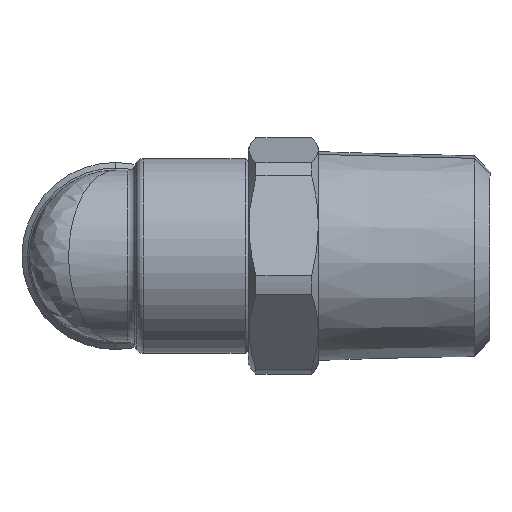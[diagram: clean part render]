
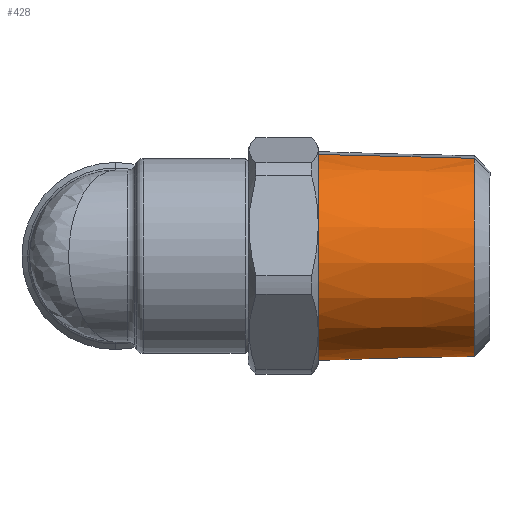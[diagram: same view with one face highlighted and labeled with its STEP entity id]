
A CAD part, left-side view. The second image highlights one B-rep face of the part: STEP entity #428.
In plain terms, the highlighted conical face has half-angle 1.47 degrees and reference radius 6.707 mm.
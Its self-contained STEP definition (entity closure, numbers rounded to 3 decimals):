
#422 = ORIENTED_EDGE ( 'NONE', *, *, #448, .T. ) ;
#428 = ADVANCED_FACE ( 'NONE', ( #2692 ), #2691, .T. ) ;
#437 = EDGE_CURVE ( 'NONE', #574, #542, #2712, .T. ) ;
#440 = ORIENTED_EDGE ( 'NONE', *, *, #437, .F. ) ;
#448 = EDGE_CURVE ( 'NONE', #540, #572, #2943, .T. ) ;
#457 = ORIENTED_EDGE ( 'NONE', *, *, #622, .F. ) ;
#458 = ORIENTED_EDGE ( 'NONE', *, *, #623, .T. ) ;
#460 = EDGE_LOOP ( 'NONE', ( #457, #440, #458, #422 ) ) ;
#540 = VERTEX_POINT ( 'NONE', #2876 ) ;
#542 = VERTEX_POINT ( 'NONE', #2875 ) ;
#572 = VERTEX_POINT ( 'NONE', #2840 ) ;
#574 = VERTEX_POINT ( 'NONE', #3063 ) ;
#622 = EDGE_CURVE ( 'NONE', #542, #572, #3050, .T. ) ;
#623 = EDGE_CURVE ( 'NONE', #574, #540, #3040, .T. ) ;
#2691 = CONICAL_SURFACE ( 'NONE', #2772, 6.707, 0.026 ) ;
#2692 = FACE_OUTER_BOUND ( 'NONE', #460, .T. ) ;
#2708 = DIRECTION ( 'NONE',  ( 0.241, 0., -0.971 ) ) ;
#2709 = DIRECTION ( 'NONE',  ( 0., -1., 0. ) ) ;
#2710 = CARTESIAN_POINT ( 'NONE',  ( 0., -23., 0. ) ) ;
#2711 = AXIS2_PLACEMENT_3D ( 'NONE', #2710, #2709, #2708 ) ;
#2712 = CIRCLE ( 'NONE', #2711, 6.45 ) ;
#2769 = DIRECTION ( 'NONE',  ( -0.241, 0., 0.971 ) ) ;
#2770 = DIRECTION ( 'NONE',  ( 0., 1., 0. ) ) ;
#2771 = CARTESIAN_POINT ( 'NONE',  ( 0., -13., 0. ) ) ;
#2772 = AXIS2_PLACEMENT_3D ( 'NONE', #2771, #2770, #2769 ) ;
#2840 = CARTESIAN_POINT ( 'NONE',  ( 1.616, -13., -6.509 ) ) ;
#2841 = CARTESIAN_POINT ( 'NONE',  ( 0., -13., 0. ) ) ;
#2843 = AXIS2_PLACEMENT_3D ( 'NONE', #2841, #2917, #2959 ) ;
#2875 = CARTESIAN_POINT ( 'NONE',  ( 1.555, -23., -6.26 ) ) ;
#2876 = CARTESIAN_POINT ( 'NONE',  ( -1.616, -13., 6.509 ) ) ;
#2917 = DIRECTION ( 'NONE',  ( 0., -1., 0. ) ) ;
#2943 = CIRCLE ( 'NONE', #2843, 6.707 ) ;
#2959 = DIRECTION ( 'NONE',  ( 0.241, 0., -0.971 ) ) ;
#3037 = DIRECTION ( 'NONE',  ( -0.006, 1., 0.025 ) ) ;
#3038 = VECTOR ( 'NONE', #3037, 1000. ) ;
#3039 = CARTESIAN_POINT ( 'NONE',  ( -1.616, -13., 6.509 ) ) ;
#3040 = LINE ( 'NONE', #3039, #3038 ) ;
#3047 = DIRECTION ( 'NONE',  ( 0.006, 1., -0.025 ) ) ;
#3048 = VECTOR ( 'NONE', #3047, 1000. ) ;
#3049 = CARTESIAN_POINT ( 'NONE',  ( 1.616, -13., -6.509 ) ) ;
#3050 = LINE ( 'NONE', #3049, #3048 ) ;
#3063 = CARTESIAN_POINT ( 'NONE',  ( -1.555, -23., 6.26 ) ) ;
